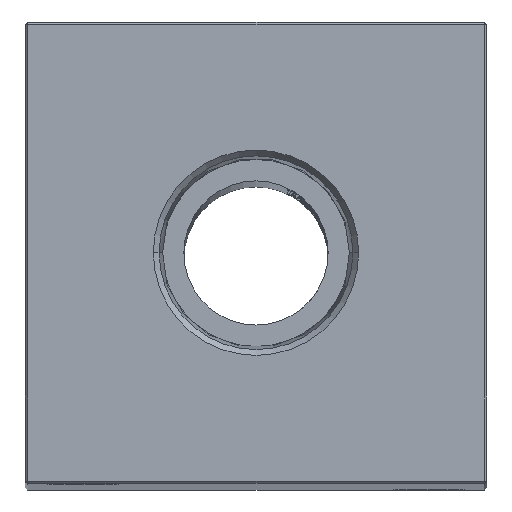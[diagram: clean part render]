
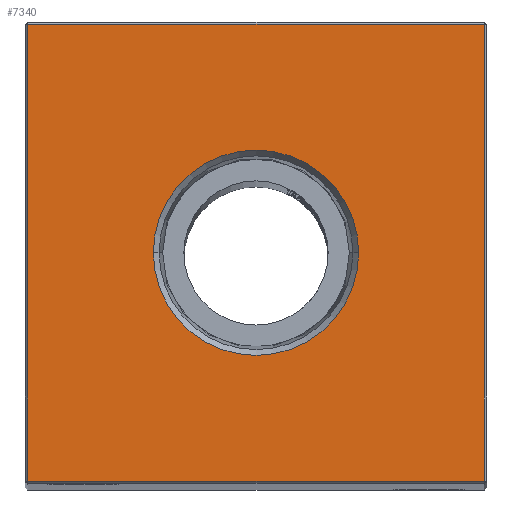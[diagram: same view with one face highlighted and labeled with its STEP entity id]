
A CAD part, top view. The second image highlights one B-rep face of the part: STEP entity #7340.
In plain terms, the highlighted planar face has unit normal (0, 0, 1).
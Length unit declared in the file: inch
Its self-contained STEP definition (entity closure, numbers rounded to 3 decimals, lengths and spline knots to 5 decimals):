
#660 = DIRECTION ( 'NONE',  ( 0., 0., 1. ) ) ;
#870 = CARTESIAN_POINT ( 'NONE',  ( 0., 0.99, 16.25 ) ) ;
#3489 = VERTEX_POINT ( 'NONE', #25571 ) ;
#3617 = PLANE ( 'NONE',  #11318 ) ;
#4579 = DIRECTION ( 'NONE',  ( 0., -1., 0. ) ) ;
#4979 = LINE ( 'NONE', #15664, #14717 ) ;
#5925 = DIRECTION ( 'NONE',  ( 0., 0., 1. ) ) ;
#5999 = ORIENTED_EDGE ( 'NONE', *, *, #29746, .T. ) ;
#6062 = VERTEX_POINT ( 'NONE', #19526 ) ;
#6535 = CARTESIAN_POINT ( 'NONE',  ( 0., 0., 16.25 ) ) ;
#7137 = CARTESIAN_POINT ( 'NONE',  ( 0.99, 0.99, 16.25 ) ) ;
#7340 = ADVANCED_FACE ( 'NONE', ( #16908, #27701 ), #3617, .F. ) ;
#7368 = LINE ( 'NONE', #18102, #19228 ) ;
#9168 = VECTOR ( 'NONE', #4579, 39.37008 ) ;
#9918 = ORIENTED_EDGE ( 'NONE', *, *, #29141, .T. ) ;
#10217 = CARTESIAN_POINT ( 'NONE',  ( 0.44487, 0., 16.25 ) ) ;
#11247 = DIRECTION ( 'NONE',  ( 1., 0., 0. ) ) ;
#11318 = AXIS2_PLACEMENT_3D ( 'NONE', #6535, #17251, #28056 ) ;
#11472 = DIRECTION ( 'NONE',  ( -1., 0., 0. ) ) ;
#11964 = ORIENTED_EDGE ( 'NONE', *, *, #28855, .F. ) ;
#12488 = ORIENTED_EDGE ( 'NONE', *, *, #28980, .F. ) ;
#13010 = CIRCLE ( 'NONE', #32849, 0.44487 ) ;
#14717 = VECTOR ( 'NONE', #26438, 39.37008 ) ;
#15077 = EDGE_LOOP ( 'NONE', ( #27728, #5999, #28214, #9918 ) ) ;
#15664 = CARTESIAN_POINT ( 'NONE',  ( 0.99, 0., 16.25 ) ) ;
#16613 = DIRECTION ( 'NONE',  ( 1., 0., 0. ) ) ;
#16908 = FACE_OUTER_BOUND ( 'NONE', #15077, .T. ) ;
#16939 = AXIS2_PLACEMENT_3D ( 'NONE', #24617, #660, #11247 ) ;
#17251 = DIRECTION ( 'NONE',  ( 0., 0., -1. ) ) ;
#17885 = LINE ( 'NONE', #28695, #9168 ) ;
#18102 = CARTESIAN_POINT ( 'NONE',  ( 0., -0.99, 16.25 ) ) ;
#19228 = VECTOR ( 'NONE', #28916, 39.37008 ) ;
#19526 = CARTESIAN_POINT ( 'NONE',  ( -0.99, -0.99, 16.25 ) ) ;
#19757 = VERTEX_POINT ( 'NONE', #10217 ) ;
#21637 = VERTEX_POINT ( 'NONE', #33971 ) ;
#23984 = VERTEX_POINT ( 'NONE', #7137 ) ;
#24275 = VECTOR ( 'NONE', #11472, 39.37008 ) ;
#24617 = CARTESIAN_POINT ( 'NONE',  ( 0., 0., 16.25 ) ) ;
#24841 = LINE ( 'NONE', #870, #24275 ) ;
#25571 = CARTESIAN_POINT ( 'NONE',  ( -0.99, 0.99, 16.25 ) ) ;
#26438 = DIRECTION ( 'NONE',  ( 0., 1., 0. ) ) ;
#27701 = FACE_BOUND ( 'NONE', #33740, .T. ) ;
#27728 = ORIENTED_EDGE ( 'NONE', *, *, #29991, .T. ) ;
#28056 = DIRECTION ( 'NONE',  ( -1., 0., 0. ) ) ;
#28214 = ORIENTED_EDGE ( 'NONE', *, *, #29233, .T. ) ;
#28426 = VERTEX_POINT ( 'NONE', #31523 ) ;
#28695 = CARTESIAN_POINT ( 'NONE',  ( -0.99, 0., 16.25 ) ) ;
#28855 = EDGE_CURVE ( 'NONE', #28426, #19757, #32232, .T. ) ;
#28916 = DIRECTION ( 'NONE',  ( 1., 0., 0. ) ) ;
#28980 = EDGE_CURVE ( 'NONE', #19757, #28426, #13010, .T. ) ;
#29141 = EDGE_CURVE ( 'NONE', #23984, #3489, #24841, .T. ) ;
#29233 = EDGE_CURVE ( 'NONE', #21637, #23984, #4979, .T. ) ;
#29746 = EDGE_CURVE ( 'NONE', #6062, #21637, #7368, .T. ) ;
#29991 = EDGE_CURVE ( 'NONE', #3489, #6062, #17885, .T. ) ;
#30085 = CARTESIAN_POINT ( 'NONE',  ( 0., 0., 16.25 ) ) ;
#31523 = CARTESIAN_POINT ( 'NONE',  ( -0.44487, 0., 16.25 ) ) ;
#32232 = CIRCLE ( 'NONE', #16939, 0.44487 ) ;
#32849 = AXIS2_PLACEMENT_3D ( 'NONE', #30085, #5925, #16613 ) ;
#33740 = EDGE_LOOP ( 'NONE', ( #12488, #11964 ) ) ;
#33971 = CARTESIAN_POINT ( 'NONE',  ( 0.99, -0.99, 16.25 ) ) ;
